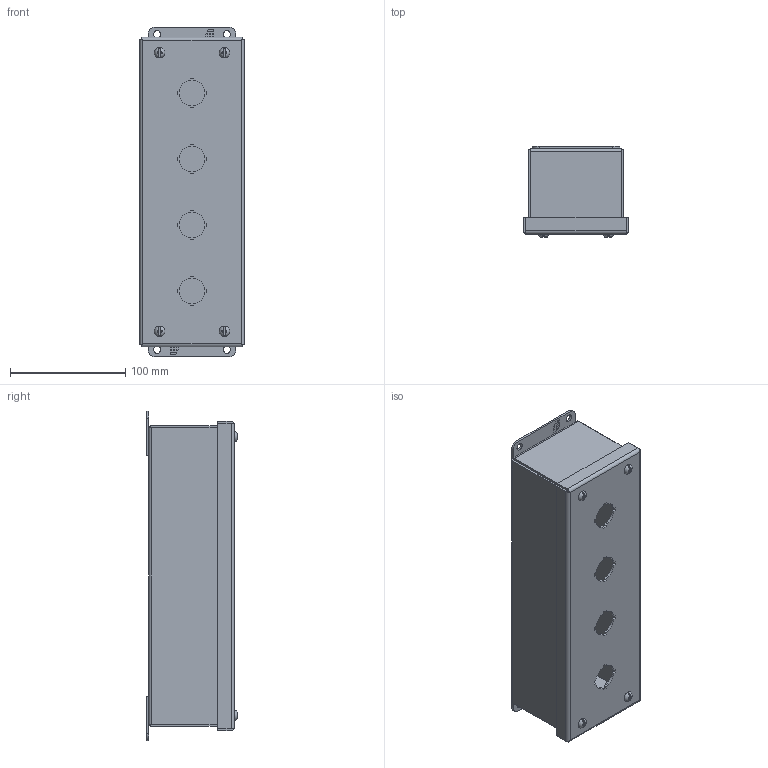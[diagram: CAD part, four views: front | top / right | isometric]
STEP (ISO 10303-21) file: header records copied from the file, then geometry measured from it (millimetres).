
FILE_DESCRIPTION (( 'STEP AP203' ), '1' );
FILE_NAME ('1435MSSD_Default.step', '2019-11-08T18:26:39', ( '' ), ( '' ), 'SwSTEP 2.0', 'SolidWorks 2019', '' );
FILE_SCHEMA (( 'CONFIG_CONTROL_DESIGN' ));
Length unit declared in the file: inch
Products named in the file (1): 1435MSSD_Default
Bounding box: 90.47 x 78.84 x 285.75 mm (x, y, z)
Volume: 241964.5 mm3; surface area: 248855.8 mm2
Topology: 19 solids, 19 shells, 509 faces, 1284 edges, 825 vertices
Faces by surface type: plane 331, cylinder 148, cone 14, torus 8, bspline 8
Entity records: 15643 total; most frequent: CARTESIAN_POINT 3209, ORIENTED_EDGE 2564, DIRECTION 2530, EDGE_CURVE 1282, VECTOR 846, LINE 846, AXIS2_PLACEMENT_3D 842, VERTEX_POINT 825
